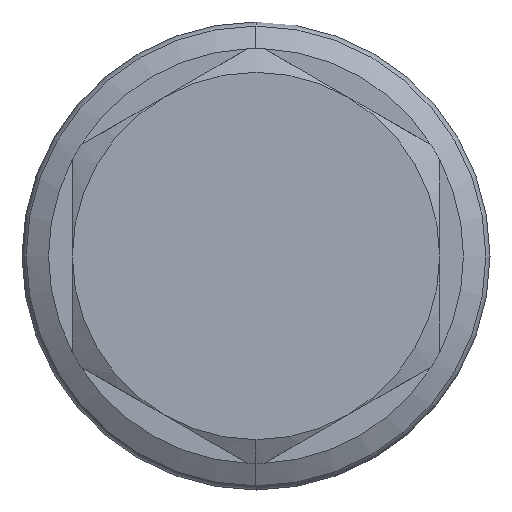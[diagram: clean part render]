
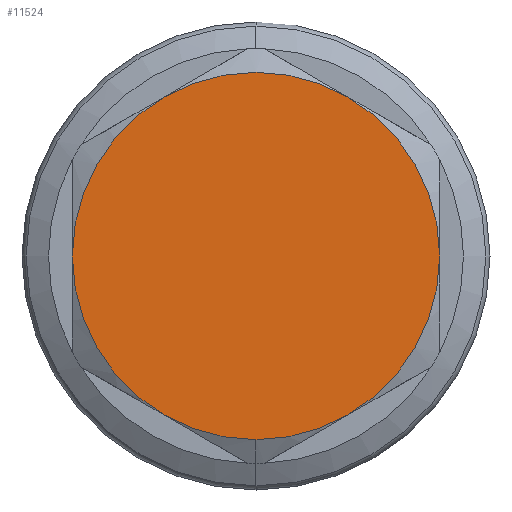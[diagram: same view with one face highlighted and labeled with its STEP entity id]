
A CAD part, left-side view. The second image highlights one B-rep face of the part: STEP entity #11524.
In plain terms, the highlighted planar face has unit normal (-1, 0, 0).
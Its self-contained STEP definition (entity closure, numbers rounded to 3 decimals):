
#145 = CARTESIAN_POINT ( 'NONE',  ( 0., 0., 0. ) ) ;
#309 = AXIS2_PLACEMENT_3D ( 'NONE', #13924, #2771, #11792 ) ;
#848 = AXIS2_PLACEMENT_3D ( 'NONE', #13737, #7074, #13840 ) ;
#1359 = DIRECTION ( 'NONE',  ( 0., 0., -1. ) ) ;
#1541 = DIRECTION ( 'NONE',  ( -1., 0., 0. ) ) ;
#1611 = CIRCLE ( 'NONE', #848, 15.85 ) ;
#1989 = EDGE_CURVE ( 'NONE', #6142, #3478, #11694, .T. ) ;
#2136 = CARTESIAN_POINT ( 'NONE',  ( 0., 0., -15.85 ) ) ;
#2242 = DIRECTION ( 'NONE',  ( 0., 0., -1. ) ) ;
#2426 = EDGE_LOOP ( 'NONE', ( #7658, #6608, #5107, #5034, #4922, #10512, #5453 ) ) ;
#2458 = FACE_OUTER_BOUND ( 'NONE', #2426, .T. ) ;
#2519 = DIRECTION ( 'NONE',  ( 0., 0., -1. ) ) ;
#2689 = VERTEX_POINT ( 'NONE', #2136 ) ;
#2771 = DIRECTION ( 'NONE',  ( 1., 0., 0. ) ) ;
#3039 = DIRECTION ( 'NONE',  ( 0., 0., -1. ) ) ;
#3478 = VERTEX_POINT ( 'NONE', #10561 ) ;
#3571 = DIRECTION ( 'NONE',  ( 1., 0., 0. ) ) ;
#3612 = DIRECTION ( 'NONE',  ( 0., 0., 1. ) ) ;
#3657 = EDGE_CURVE ( 'NONE', #5403, #10162, #10984, .T. ) ;
#3763 = PLANE ( 'NONE',  #3815 ) ;
#3815 = AXIS2_PLACEMENT_3D ( 'NONE', #9350, #1541, #3612 ) ;
#4093 = VERTEX_POINT ( 'NONE', #6002 ) ;
#4922 = ORIENTED_EDGE ( 'NONE', *, *, #1989, .F. ) ;
#5034 = ORIENTED_EDGE ( 'NONE', *, *, #11620, .F. ) ;
#5107 = ORIENTED_EDGE ( 'NONE', *, *, #11346, .F. ) ;
#5269 = DIRECTION ( 'NONE',  ( 1., 0., 0. ) ) ;
#5403 = VERTEX_POINT ( 'NONE', #11243 ) ;
#5453 = ORIENTED_EDGE ( 'NONE', *, *, #3657, .F. ) ;
#5596 = EDGE_CURVE ( 'NONE', #2689, #5965, #5840, .T. ) ;
#5840 = CIRCLE ( 'NONE', #309, 15.85 ) ;
#5965 = VERTEX_POINT ( 'NONE', #9136 ) ;
#6002 = CARTESIAN_POINT ( 'NONE',  ( 0., -7.925, -13.727 ) ) ;
#6142 = VERTEX_POINT ( 'NONE', #13960 ) ;
#6608 = ORIENTED_EDGE ( 'NONE', *, *, #5596, .F. ) ;
#7074 = DIRECTION ( 'NONE',  ( 1., 0., 0. ) ) ;
#7153 = AXIS2_PLACEMENT_3D ( 'NONE', #7947, #3571, #1359 ) ;
#7313 = CIRCLE ( 'NONE', #8469, 15.85 ) ;
#7658 = ORIENTED_EDGE ( 'NONE', *, *, #12390, .F. ) ;
#7947 = CARTESIAN_POINT ( 'NONE',  ( 0., 0., 0. ) ) ;
#8469 = AXIS2_PLACEMENT_3D ( 'NONE', #12454, #11302, #2519 ) ;
#8558 = AXIS2_PLACEMENT_3D ( 'NONE', #10217, #13400, #10066 ) ;
#9136 = CARTESIAN_POINT ( 'NONE',  ( 0., 7.925, -13.727 ) ) ;
#9350 = CARTESIAN_POINT ( 'NONE',  ( 0., 0., 0. ) ) ;
#9588 = CIRCLE ( 'NONE', #13802, 15.85 ) ;
#9781 = CARTESIAN_POINT ( 'NONE',  ( 0., 0., 0. ) ) ;
#10012 = DIRECTION ( 'NONE',  ( 1., 0., 0. ) ) ;
#10066 = DIRECTION ( 'NONE',  ( 0., 0., -1. ) ) ;
#10162 = VERTEX_POINT ( 'NONE', #11770 ) ;
#10217 = CARTESIAN_POINT ( 'NONE',  ( 0., 0., 0. ) ) ;
#10512 = ORIENTED_EDGE ( 'NONE', *, *, #11476, .F. ) ;
#10561 = CARTESIAN_POINT ( 'NONE',  ( 0., -15.85, 0. ) ) ;
#10984 = CIRCLE ( 'NONE', #12211, 15.85 ) ;
#11243 = CARTESIAN_POINT ( 'NONE',  ( 0., 15.85, 0. ) ) ;
#11302 = DIRECTION ( 'NONE',  ( 1., 0., 0. ) ) ;
#11346 = EDGE_CURVE ( 'NONE', #4093, #2689, #12407, .T. ) ;
#11476 = EDGE_CURVE ( 'NONE', #10162, #6142, #1611, .T. ) ;
#11524 = ADVANCED_FACE ( 'NONE', ( #2458 ), #3763, .T. ) ;
#11620 = EDGE_CURVE ( 'NONE', #3478, #4093, #9588, .T. ) ;
#11694 = CIRCLE ( 'NONE', #7153, 15.85 ) ;
#11770 = CARTESIAN_POINT ( 'NONE',  ( 0., 7.925, 13.727 ) ) ;
#11792 = DIRECTION ( 'NONE',  ( 0., 0., -1. ) ) ;
#12211 = AXIS2_PLACEMENT_3D ( 'NONE', #145, #10012, #2242 ) ;
#12390 = EDGE_CURVE ( 'NONE', #5965, #5403, #7313, .T. ) ;
#12407 = CIRCLE ( 'NONE', #8558, 15.85 ) ;
#12454 = CARTESIAN_POINT ( 'NONE',  ( 0., 0., 0. ) ) ;
#13400 = DIRECTION ( 'NONE',  ( 1., 0., 0. ) ) ;
#13737 = CARTESIAN_POINT ( 'NONE',  ( 0., 0., 0. ) ) ;
#13802 = AXIS2_PLACEMENT_3D ( 'NONE', #9781, #5269, #3039 ) ;
#13840 = DIRECTION ( 'NONE',  ( 0., 0., -1. ) ) ;
#13924 = CARTESIAN_POINT ( 'NONE',  ( 0., 0., 0. ) ) ;
#13960 = CARTESIAN_POINT ( 'NONE',  ( 0., -7.925, 13.727 ) ) ;
